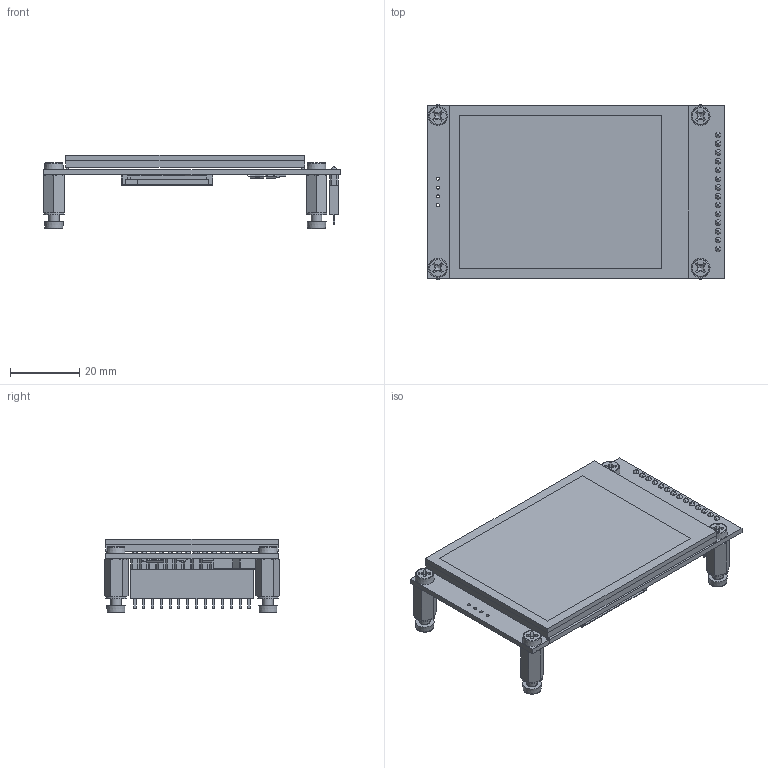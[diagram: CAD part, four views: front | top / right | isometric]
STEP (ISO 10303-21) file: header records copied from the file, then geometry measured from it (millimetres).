
FILE_DESCRIPTION(('FreeCAD Model'),'2;1');
FILE_NAME('Open CASCADE Shape Model','2023-01-28T13:35:13',(''),(''), 'Open CASCADE STEP processor 7.6','FreeCAD','Unknown');
FILE_SCHEMA(('AUTOMOTIVE_DESIGN { 1 0 10303 214 1 1 1 1 }'));
Length unit declared in the file: millimetre
Products named in the file (33): TFT_LCD_240x320_Assembly; Board_001; 1x14 Male Header_001; LCD_001; SD Card Socket_001; 0805 Capacitor_001; 0805 Resistor_001; Surface Mount Transistor_001; Surface Mount Transistor_002; 0805 Resistor_002; 0805 Resistor_003; 0805 Capacitor_002; 0805 Resistor_004; 0805 Resistor_005; 0805 Resistor_006; TSSOP16_001; M3 x 11 Nylon Standoff_001; M3 x 11 Nylon Standoff_002; M3 x 11 Nylon Standoff_003; M3 x 11 Nylon Standoff_004; M3 x 6 Nylon Screw_001; M3 x 6 Nylon Screw_002; M3 x 6 Nylon Screw_003; M3 x 6 Nylon Screw_004; M3 x 6 Nylon Screw_005; M3 x 6 Nylon Screw_006; M3 x 6 Nylon Screw_007; M3 x 6 Nylon Screw_008; M3 Nylon Flat Washer_001; M3 Nylon Flat Washer_002; M3 Nylon Flat Washer_003; M3 Nylon Flat Washer_004; 14 Pos Socket Header_001
Assembly tree (32 placements, depth 2):
  TFT_LCD_240x320_Assembly
    Board_001
    1x14 Male Header_001
    LCD_001
    SD Card Socket_001
    0805 Capacitor_001
    0805 Resistor_001
    Surface Mount Transistor_001
    Surface Mount Transistor_002
    0805 Resistor_002
    0805 Resistor_003
    0805 Capacitor_002
    0805 Resistor_004
    0805 Resistor_005
    0805 Resistor_006
    TSSOP16_001
    M3 x 11 Nylon Standoff_001
    M3 x 11 Nylon Standoff_002
    M3 x 11 Nylon Standoff_003
    M3 x 11 Nylon Standoff_004
    M3 x 6 Nylon Screw_001
    M3 x 6 Nylon Screw_002
    M3 x 6 Nylon Screw_003
    M3 x 6 Nylon Screw_004
    M3 x 6 Nylon Screw_005
    M3 x 6 Nylon Screw_006
    M3 x 6 Nylon Screw_007
    M3 x 6 Nylon Screw_008
    M3 Nylon Flat Washer_001
    M3 Nylon Flat Washer_002
    M3 Nylon Flat Washer_003
    M3 Nylon Flat Washer_004
    14 Pos Socket Header_001
Bounding box: 86 x 50.93 x 21.25 mm (x, y, z)
Volume: 21801.8 mm3; surface area: 31806.2 mm2
Topology: 93 solids, 107 shells, 1507 faces, 3604 edges, 2309 vertices
Faces by surface type: plane 1204, cylinder 151, cone 120, revolution 16, sphere 15, torus 1
Full cylindrical faces by diameter (mm): 0.333 x1, 0.7 x4, 0.8 x4, 0.9 x18, 3 x16, 3.25 x4, 6 x4
Entity records: 52001 total; most frequent: DIRECTION 7496, CARTESIAN_POINT 7446, ORIENTED_EDGE 7162, EDGE_CURVE 3581, LINE 2762, VECTOR 2762, AXIS2_PLACEMENT_3D 2359, VERTEX_POINT 2309
